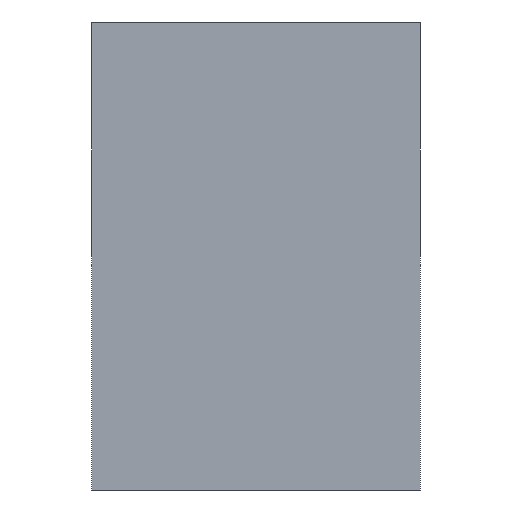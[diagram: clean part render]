
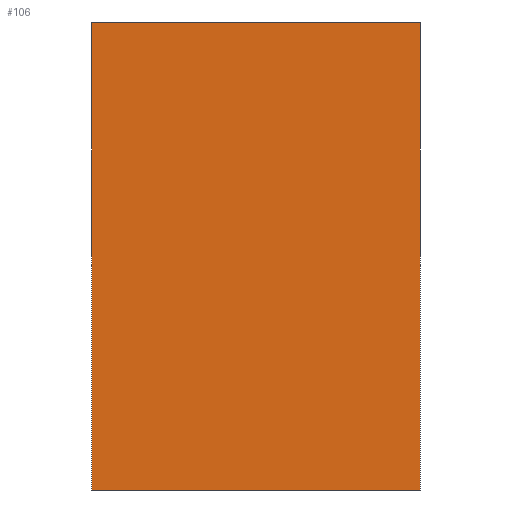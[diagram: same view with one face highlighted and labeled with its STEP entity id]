
A CAD part, left-side view. The second image highlights one B-rep face of the part: STEP entity #106.
In plain terms, the highlighted planar face has unit normal (-1, 0, 0).
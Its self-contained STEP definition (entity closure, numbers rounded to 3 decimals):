
#20=FACE_OUTER_BOUND('',#26,.T.);
#26=EDGE_LOOP('',(#82,#83,#84,#85));
#35=LINE('',#164,#47);
#37=LINE('',#168,#49);
#38=LINE('',#170,#50);
#39=LINE('',#171,#51);
#47=VECTOR('',#135,1000.);
#49=VECTOR('',#139,1000.);
#50=VECTOR('',#140,1000.);
#51=VECTOR('',#141,1000.);
#58=VERTEX_POINT('',#161);
#59=VERTEX_POINT('',#163);
#60=VERTEX_POINT('',#167);
#61=VERTEX_POINT('',#169);
#67=EDGE_CURVE('',#59,#58,#35,.T.);
#69=EDGE_CURVE('',#58,#60,#37,.T.);
#70=EDGE_CURVE('',#61,#60,#38,.T.);
#71=EDGE_CURVE('',#59,#61,#39,.T.);
#82=ORIENTED_EDGE('',*,*,#69,.T.);
#83=ORIENTED_EDGE('',*,*,#70,.F.);
#84=ORIENTED_EDGE('',*,*,#71,.F.);
#85=ORIENTED_EDGE('',*,*,#67,.T.);
#100=PLANE('',#120);
#106=ADVANCED_FACE('',(#20),#100,.F.);
#120=AXIS2_PLACEMENT_3D('',#166,#137,#138);
#135=DIRECTION('',(0.,-1.,0.));
#137=DIRECTION('center_axis',(1.,0.,0.));
#138=DIRECTION('ref_axis',(0.,0.,-1.));
#139=DIRECTION('',(0.,0.,1.));
#140=DIRECTION('',(0.,-1.,0.));
#141=DIRECTION('',(0.,0.,1.));
#161=CARTESIAN_POINT('',(-1.702,0.,-0.724));
#163=CARTESIAN_POINT('',(-1.702,1.016,-0.724));
#164=CARTESIAN_POINT('',(-1.702,1.016,-0.724));
#166=CARTESIAN_POINT('Origin',(-1.702,1.016,0.724));
#167=CARTESIAN_POINT('',(-1.702,0.,0.724));
#168=CARTESIAN_POINT('',(-1.702,0.,0.724));
#169=CARTESIAN_POINT('',(-1.702,1.016,0.724));
#170=CARTESIAN_POINT('',(-1.702,1.016,0.724));
#171=CARTESIAN_POINT('',(-1.702,1.016,0.724));
